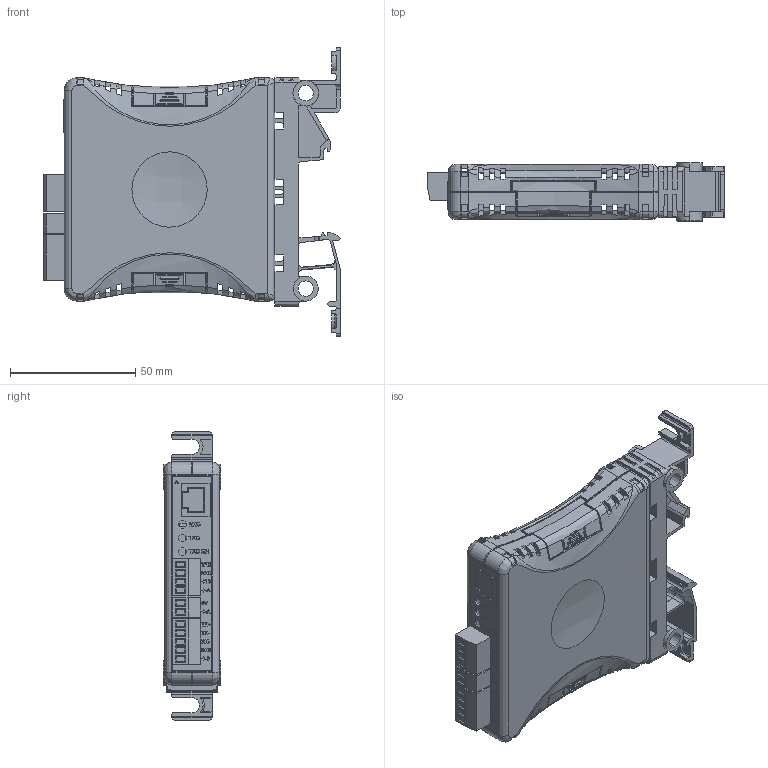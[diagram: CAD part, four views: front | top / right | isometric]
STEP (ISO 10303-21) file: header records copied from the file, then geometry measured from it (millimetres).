
FILE_DESCRIPTION (( 'STEP AP214' ), '1' );
FILE_NAME ('FA-ISOCON.STEP', '2020-02-26T16:12:04', ( '' ), ( '' ), 'SwSTEP 2.0', 'SolidWorks 2019', '' );
FILE_SCHEMA (( 'AUTOMOTIVE_DESIGN' ));
Length unit declared in the file: inch
Products named in the file (1): FA-ISOCON
Bounding box: 118.3 x 23 x 115 mm (x, y, z)
Volume: 56148.3 mm3; surface area: 60659.6 mm2
Topology: 12 solids, 14 shells, 2194 faces, 6286 edges, 4133 vertices
Faces by surface type: plane 1392, cylinder 384, bspline 384, cone 34
Entity records: 113203 total; most frequent: CARTESIAN_POINT 37196, ORIENTED_EDGE 12538, DIRECTION 9043, EDGE_CURVE 6269, VERTEX_POINT 4133, VECTOR 4063, LINE 4063, AXIS2_PLACEMENT_3D 2490
